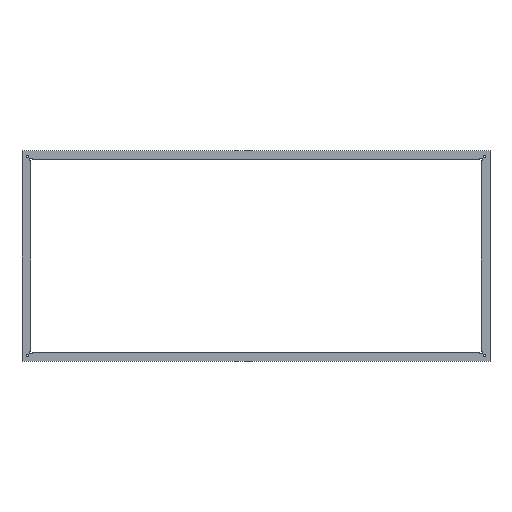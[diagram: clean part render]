
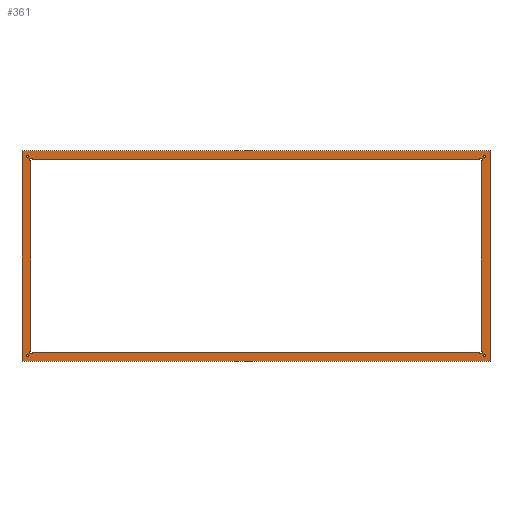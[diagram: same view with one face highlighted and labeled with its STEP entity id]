
A CAD part, top view. The second image highlights one B-rep face of the part: STEP entity #361.
In plain terms, the highlighted planar face has unit normal (0, 0, 1).
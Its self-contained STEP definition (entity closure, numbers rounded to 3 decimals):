
#15=FACE_BOUND('',#70,.T.);
#16=FACE_BOUND('',#71,.T.);
#17=FACE_BOUND('',#72,.T.);
#18=FACE_BOUND('',#73,.T.);
#19=FACE_BOUND('',#74,.T.);
#33=PLANE('',#409);
#51=FACE_OUTER_BOUND('',#69,.T.);
#69=EDGE_LOOP('',(#305,#306,#307,#308));
#70=EDGE_LOOP('',(#309));
#71=EDGE_LOOP('',(#310));
#72=EDGE_LOOP('',(#311));
#73=EDGE_LOOP('',(#312,#313,#314,#315,#316,#317,#318,#319));
#74=EDGE_LOOP('',(#320));
#84=LINE('',#527,#116);
#88=LINE('',#539,#120);
#92=LINE('',#551,#124);
#96=LINE('',#563,#128);
#103=LINE('',#593,#135);
#106=LINE('',#599,#138);
#109=LINE('',#605,#141);
#112=LINE('',#609,#144);
#116=VECTOR('',#424,10.);
#120=VECTOR('',#436,10.);
#124=VECTOR('',#448,10.);
#128=VECTOR('',#460,10.);
#135=VECTOR('',#493,10.);
#138=VECTOR('',#498,10.);
#141=VECTOR('',#503,10.);
#144=VECTOR('',#508,10.);
#145=CIRCLE('',#378,1.95);
#148=CIRCLE('',#383,2.5);
#150=CIRCLE('',#387,2.5);
#152=CIRCLE('',#391,2.5);
#154=CIRCLE('',#395,2.5);
#155=CIRCLE('',#397,1.95);
#157=CIRCLE('',#400,1.95);
#159=CIRCLE('',#403,1.95);
#161=VERTEX_POINT('',#515);
#165=VERTEX_POINT('',#524);
#166=VERTEX_POINT('',#526);
#168=VERTEX_POINT('',#532);
#170=VERTEX_POINT('',#538);
#172=VERTEX_POINT('',#544);
#174=VERTEX_POINT('',#550);
#176=VERTEX_POINT('',#556);
#178=VERTEX_POINT('',#562);
#179=VERTEX_POINT('',#569);
#181=VERTEX_POINT('',#575);
#183=VERTEX_POINT('',#581);
#187=VERTEX_POINT('',#590);
#188=VERTEX_POINT('',#592);
#190=VERTEX_POINT('',#598);
#192=VERTEX_POINT('',#604);
#193=EDGE_CURVE('',#161,#161,#145,.T.);
#198=EDGE_CURVE('',#166,#165,#84,.T.);
#201=EDGE_CURVE('',#168,#166,#148,.T.);
#204=EDGE_CURVE('',#170,#168,#88,.T.);
#207=EDGE_CURVE('',#172,#170,#150,.T.);
#210=EDGE_CURVE('',#174,#172,#92,.T.);
#213=EDGE_CURVE('',#176,#174,#152,.T.);
#216=EDGE_CURVE('',#178,#176,#96,.T.);
#219=EDGE_CURVE('',#165,#178,#154,.T.);
#220=EDGE_CURVE('',#179,#179,#155,.T.);
#223=EDGE_CURVE('',#181,#181,#157,.T.);
#226=EDGE_CURVE('',#183,#183,#159,.T.);
#231=EDGE_CURVE('',#188,#187,#103,.T.);
#234=EDGE_CURVE('',#190,#188,#106,.T.);
#237=EDGE_CURVE('',#192,#190,#109,.T.);
#240=EDGE_CURVE('',#187,#192,#112,.T.);
#305=ORIENTED_EDGE('',*,*,#240,.T.);
#306=ORIENTED_EDGE('',*,*,#237,.T.);
#307=ORIENTED_EDGE('',*,*,#234,.T.);
#308=ORIENTED_EDGE('',*,*,#231,.T.);
#309=ORIENTED_EDGE('',*,*,#226,.T.);
#310=ORIENTED_EDGE('',*,*,#223,.T.);
#311=ORIENTED_EDGE('',*,*,#220,.T.);
#312=ORIENTED_EDGE('',*,*,#219,.T.);
#313=ORIENTED_EDGE('',*,*,#216,.T.);
#314=ORIENTED_EDGE('',*,*,#213,.T.);
#315=ORIENTED_EDGE('',*,*,#210,.T.);
#316=ORIENTED_EDGE('',*,*,#207,.T.);
#317=ORIENTED_EDGE('',*,*,#204,.T.);
#318=ORIENTED_EDGE('',*,*,#201,.T.);
#319=ORIENTED_EDGE('',*,*,#198,.T.);
#320=ORIENTED_EDGE('',*,*,#193,.T.);
#361=ADVANCED_FACE('',(#51,#15,#16,#17,#18,#19),#33,.T.);
#378=AXIS2_PLACEMENT_3D('',#516,#415,#416);
#383=AXIS2_PLACEMENT_3D('',#533,#430,#431);
#387=AXIS2_PLACEMENT_3D('',#545,#442,#443);
#391=AXIS2_PLACEMENT_3D('',#557,#454,#455);
#395=AXIS2_PLACEMENT_3D('',#567,#466,#467);
#397=AXIS2_PLACEMENT_3D('',#570,#470,#471);
#400=AXIS2_PLACEMENT_3D('',#576,#477,#478);
#403=AXIS2_PLACEMENT_3D('',#582,#484,#485);
#409=AXIS2_PLACEMENT_3D('',#610,#509,#510);
#415=DIRECTION('center_axis',(0.,0.,-1.));
#416=DIRECTION('ref_axis',(1.,0.,0.));
#424=DIRECTION('',(1.,0.,0.));
#430=DIRECTION('center_axis',(0.,0.,-1.));
#431=DIRECTION('ref_axis',(1.,0.,0.));
#436=DIRECTION('',(0.,1.,0.));
#442=DIRECTION('center_axis',(0.,0.,-1.));
#443=DIRECTION('ref_axis',(1.,0.,0.));
#448=DIRECTION('',(-1.,0.,0.));
#454=DIRECTION('center_axis',(0.,0.,-1.));
#455=DIRECTION('ref_axis',(1.,0.,0.));
#460=DIRECTION('',(0.,-1.,0.));
#466=DIRECTION('center_axis',(0.,0.,-1.));
#467=DIRECTION('ref_axis',(1.,0.,0.));
#470=DIRECTION('center_axis',(0.,0.,-1.));
#471=DIRECTION('ref_axis',(1.,0.,0.));
#477=DIRECTION('center_axis',(0.,0.,-1.));
#478=DIRECTION('ref_axis',(1.,0.,0.));
#484=DIRECTION('center_axis',(0.,0.,-1.));
#485=DIRECTION('ref_axis',(1.,0.,0.));
#493=DIRECTION('',(0.,1.,0.));
#498=DIRECTION('',(1.,0.,0.));
#503=DIRECTION('',(0.,-1.,0.));
#508=DIRECTION('',(-1.,0.,0.));
#509=DIRECTION('center_axis',(0.,0.,1.));
#510=DIRECTION('ref_axis',(1.,0.,0.));
#515=CARTESIAN_POINT('',(-791.95,350.,5.));
#516=CARTESIAN_POINT('Origin',(-790.,350.,5.));
#524=CARTESIAN_POINT('',(-17.5,345.,5.));
#526=CARTESIAN_POINT('',(-782.5,345.,5.));
#527=CARTESIAN_POINT('',(-785.,345.,5.));
#532=CARTESIAN_POINT('',(-785.,342.5,5.));
#533=CARTESIAN_POINT('Origin',(-785.,345.,5.));
#538=CARTESIAN_POINT('',(-785.,17.5,5.));
#539=CARTESIAN_POINT('',(-785.,15.,5.));
#544=CARTESIAN_POINT('',(-782.5,15.,5.));
#545=CARTESIAN_POINT('Origin',(-785.,15.,5.));
#550=CARTESIAN_POINT('',(-17.5,15.,5.));
#551=CARTESIAN_POINT('',(-15.,15.,5.));
#556=CARTESIAN_POINT('',(-15.,17.5,5.));
#557=CARTESIAN_POINT('Origin',(-15.,15.,5.));
#562=CARTESIAN_POINT('',(-15.,342.5,5.));
#563=CARTESIAN_POINT('',(-15.,345.,5.));
#567=CARTESIAN_POINT('Origin',(-15.,345.,5.));
#569=CARTESIAN_POINT('',(-11.95,350.,5.));
#570=CARTESIAN_POINT('Origin',(-10.,350.,5.));
#575=CARTESIAN_POINT('',(-11.95,10.,5.));
#576=CARTESIAN_POINT('Origin',(-10.,10.,5.));
#581=CARTESIAN_POINT('',(-791.95,10.,5.));
#582=CARTESIAN_POINT('Origin',(-790.,10.,5.));
#590=CARTESIAN_POINT('',(0.,360.,5.));
#592=CARTESIAN_POINT('',(0.,0.,5.));
#593=CARTESIAN_POINT('',(0.,360.,5.));
#598=CARTESIAN_POINT('',(-800.,0.,5.));
#599=CARTESIAN_POINT('',(0.,0.,5.));
#604=CARTESIAN_POINT('',(-800.,360.,5.));
#605=CARTESIAN_POINT('',(-800.,0.,5.));
#609=CARTESIAN_POINT('',(-800.,360.,5.));
#610=CARTESIAN_POINT('Origin',(-400.,180.,5.));
